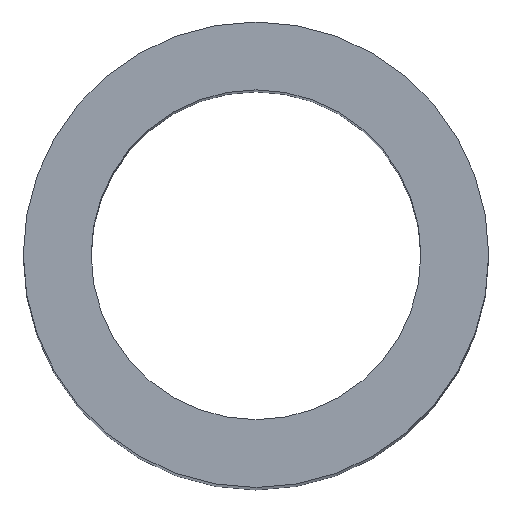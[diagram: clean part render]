
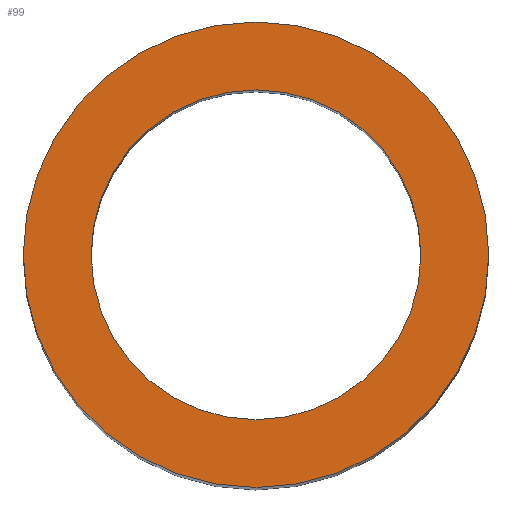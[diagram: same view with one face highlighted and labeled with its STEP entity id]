
A CAD part, top view. The second image highlights one B-rep face of the part: STEP entity #99.
In plain terms, the highlighted planar face has unit normal (0, 0, 1).
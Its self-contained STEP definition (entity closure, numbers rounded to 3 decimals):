
#21 = VERTEX_POINT ( 'NONE', #245 ) ;
#41 = VERTEX_POINT ( 'NONE', #219 ) ;
#43 = EDGE_CURVE ( 'NONE', #21, #41, #224, .T. ) ;
#63 = VERTEX_POINT ( 'NONE', #234 ) ;
#71 = EDGE_CURVE ( 'NONE', #63, #95, #182, .T. ) ;
#89 = EDGE_CURVE ( 'NONE', #95, #63, #308, .T. ) ;
#95 = VERTEX_POINT ( 'NONE', #278 ) ;
#98 = EDGE_CURVE ( 'NONE', #41, #21, #274, .T. ) ;
#99 = ADVANCED_FACE ( 'NONE', ( #275, #269 ), #268, .F. ) ;
#100 = EDGE_LOOP ( 'NONE', ( #101, #102 ) ) ;
#101 = ORIENTED_EDGE ( 'NONE', *, *, #71, .T. ) ;
#102 = ORIENTED_EDGE ( 'NONE', *, *, #89, .T. ) ;
#112 = EDGE_LOOP ( 'NONE', ( #113, #114 ) ) ;
#113 = ORIENTED_EDGE ( 'NONE', *, *, #43, .T. ) ;
#114 = ORIENTED_EDGE ( 'NONE', *, *, #98, .T. ) ;
#178 = DIRECTION ( 'NONE',  ( 0., 1., 0. ) ) ;
#179 = DIRECTION ( 'NONE',  ( 0., 0., -1. ) ) ;
#180 = CARTESIAN_POINT ( 'NONE',  ( 0., 0., 0. ) ) ;
#181 = AXIS2_PLACEMENT_3D ( 'NONE', #180, #179, #178 ) ;
#182 = CIRCLE ( 'NONE', #181, 9.315 ) ;
#219 = CARTESIAN_POINT ( 'NONE',  ( -13.15, 0., 0. ) ) ;
#220 = DIRECTION ( 'NONE',  ( 1., 0., 0. ) ) ;
#221 = DIRECTION ( 'NONE',  ( 0., 0., 1. ) ) ;
#222 = CARTESIAN_POINT ( 'NONE',  ( 0., 0., 0. ) ) ;
#223 = AXIS2_PLACEMENT_3D ( 'NONE', #222, #221, #220 ) ;
#224 = CIRCLE ( 'NONE', #223, 13.15 ) ;
#234 = CARTESIAN_POINT ( 'NONE',  ( 0., 9.315, 0. ) ) ;
#245 = CARTESIAN_POINT ( 'NONE',  ( 13.15, 0., 0. ) ) ;
#267 = AXIS2_PLACEMENT_3D ( 'NONE', #343, #342, #341 ) ;
#268 = PLANE ( 'NONE',  #267 ) ;
#269 = FACE_OUTER_BOUND ( 'NONE', #112, .T. ) ;
#270 = DIRECTION ( 'NONE',  ( 1., 0., 0. ) ) ;
#271 = DIRECTION ( 'NONE',  ( 0., 0., 1. ) ) ;
#272 = CARTESIAN_POINT ( 'NONE',  ( 0., 0., 0. ) ) ;
#273 = AXIS2_PLACEMENT_3D ( 'NONE', #272, #271, #270 ) ;
#274 = CIRCLE ( 'NONE', #273, 13.15 ) ;
#275 = FACE_BOUND ( 'NONE', #100, .T. ) ;
#278 = CARTESIAN_POINT ( 'NONE',  ( 0., -9.315, 0. ) ) ;
#304 = DIRECTION ( 'NONE',  ( 0., 1., 0. ) ) ;
#305 = DIRECTION ( 'NONE',  ( 0., 0., -1. ) ) ;
#306 = CARTESIAN_POINT ( 'NONE',  ( 0., 0., 0. ) ) ;
#307 = AXIS2_PLACEMENT_3D ( 'NONE', #306, #305, #304 ) ;
#308 = CIRCLE ( 'NONE', #307, 9.315 ) ;
#341 = DIRECTION ( 'NONE',  ( -1., 0., 0. ) ) ;
#342 = DIRECTION ( 'NONE',  ( 0., 0., -1. ) ) ;
#343 = CARTESIAN_POINT ( 'NONE',  ( 0., 13.15, 0. ) ) ;
